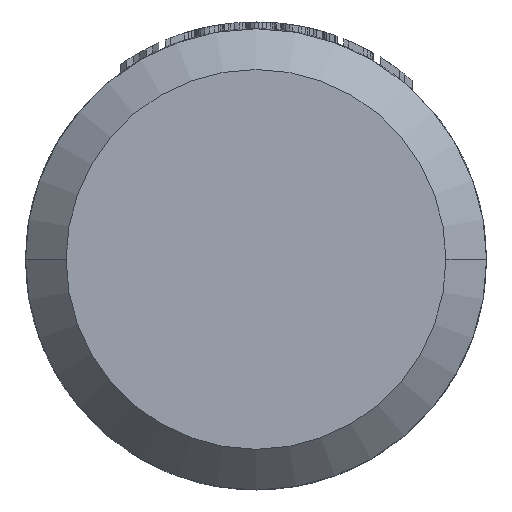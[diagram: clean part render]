
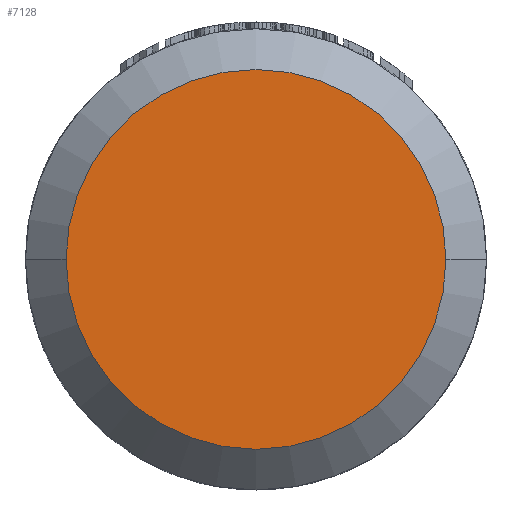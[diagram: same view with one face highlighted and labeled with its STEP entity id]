
A CAD part, front view. The second image highlights one B-rep face of the part: STEP entity #7128.
In plain terms, the highlighted planar face has unit normal (0, -1, 0).
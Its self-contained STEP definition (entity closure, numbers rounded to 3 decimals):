
#6=CARTESIAN_POINT('',(0.,0.,0.));
#7=DIRECTION('',(0.,-1.,0.));
#8=DIRECTION('',(1.,0.,0.));
#9=AXIS2_PLACEMENT_3D('',#6,#7,#8);
#5542=CARTESIAN_POINT('',(0.,0.,0.));
#5543=DIRECTION('',(0.,1.,0.));
#5544=DIRECTION('',(1.,0.,0.));
#5545=AXIS2_PLACEMENT_3D('',#5542,#5543,#5544);
#7113=CARTESIAN_POINT('',(14.,0.,0.));
#7114=CARTESIAN_POINT('',(-14.,0.,0.));
#7115=VERTEX_POINT('',#7113);
#7116=VERTEX_POINT('',#7114);
#7117=CARTESIAN_POINT('',(0.,0.,0.));
#7118=DIRECTION('',(0.,-1.,0.));
#7119=DIRECTION('',(-1.,0.,0.));
#7120=AXIS2_PLACEMENT_3D('',#7117,#7118,#7119);
#7121=PLANE('',#7120);
#7123=ORIENTED_EDGE('',*,*,#7122,.F.);
#7125=ORIENTED_EDGE('',*,*,#7124,.T.);
#7126=EDGE_LOOP('',(#7123,#7125));
#7127=FACE_OUTER_BOUND('',#7126,.F.);
#7128=ADVANCED_FACE('',(#7127),#7121,.T.);
#10=CIRCLE('',#9,14.);
#5546=CIRCLE('',#5545,14.);
#7122=EDGE_CURVE('',#7115,#7116,#10,.T.);
#7124=EDGE_CURVE('',#7115,#7116,#5546,.T.);
